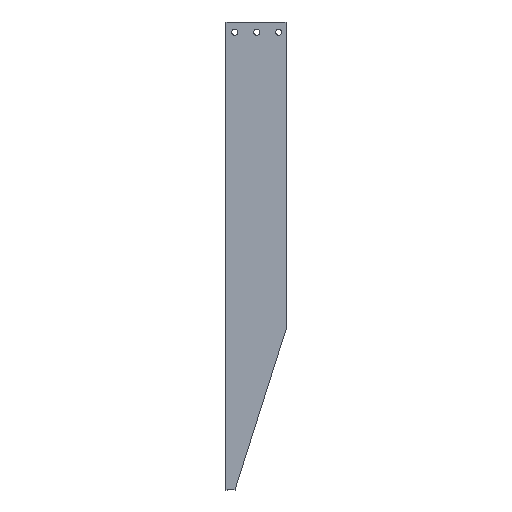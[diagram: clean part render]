
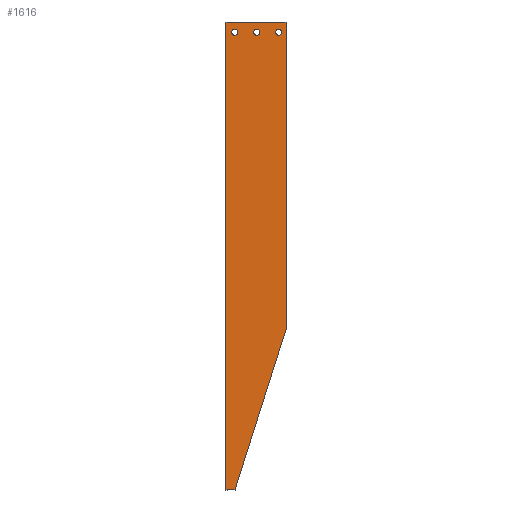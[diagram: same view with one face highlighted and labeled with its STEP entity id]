
A CAD part, left-side view. The second image highlights one B-rep face of the part: STEP entity #1616.
In plain terms, the highlighted planar face has unit normal (-1, 0, 0).
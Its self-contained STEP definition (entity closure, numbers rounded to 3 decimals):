
#77=FACE_BOUND('',#317,.T.);
#78=FACE_BOUND('',#318,.T.);
#79=FACE_BOUND('',#319,.T.);
#137=CIRCLE('',#1767,4.1);
#138=CIRCLE('',#1769,4.1);
#139=CIRCLE('',#1771,4.1);
#209=FACE_OUTER_BOUND('',#316,.T.);
#316=EDGE_LOOP('',(#1402,#1403,#1404,#1405,#1406,#1407,#1408));
#317=EDGE_LOOP('',(#1409));
#318=EDGE_LOOP('',(#1410));
#319=EDGE_LOOP('',(#1411));
#327=LINE('',#2213,#483);
#339=LINE('',#2245,#495);
#389=LINE('',#2403,#545);
#415=LINE('',#2503,#571);
#421=LINE('',#2514,#577);
#423=LINE('',#2518,#579);
#476=LINE('',#2630,#632);
#483=VECTOR('',#1785,10.);
#495=VECTOR('',#1809,10.);
#545=VECTOR('',#1929,10.);
#571=VECTOR('',#2005,10.);
#577=VECTOR('',#2021,10.);
#579=VECTOR('',#2025,10.);
#632=VECTOR('',#2190,10.);
#636=VERTEX_POINT('',#2206);
#639=VERTEX_POINT('',#2211);
#653=VERTEX_POINT('',#2243);
#722=VERTEX_POINT('',#2392);
#726=VERTEX_POINT('',#2401);
#775=VERTEX_POINT('',#2501);
#776=VERTEX_POINT('',#2516);
#777=VERTEX_POINT('',#2618);
#778=VERTEX_POINT('',#2622);
#779=VERTEX_POINT('',#2626);
#783=EDGE_CURVE('',#636,#639,#327,.T.);
#798=EDGE_CURVE('',#653,#639,#339,.T.);
#878=EDGE_CURVE('',#722,#726,#389,.T.);
#928=EDGE_CURVE('',#653,#775,#415,.T.);
#934=EDGE_CURVE('',#775,#722,#421,.T.);
#936=EDGE_CURVE('',#776,#726,#423,.T.);
#987=EDGE_CURVE('',#777,#777,#137,.T.);
#989=EDGE_CURVE('',#778,#778,#138,.T.);
#991=EDGE_CURVE('',#779,#779,#139,.T.);
#992=EDGE_CURVE('',#636,#776,#476,.T.);
#1402=ORIENTED_EDGE('',*,*,#992,.F.);
#1403=ORIENTED_EDGE('',*,*,#783,.T.);
#1404=ORIENTED_EDGE('',*,*,#798,.F.);
#1405=ORIENTED_EDGE('',*,*,#928,.T.);
#1406=ORIENTED_EDGE('',*,*,#934,.T.);
#1407=ORIENTED_EDGE('',*,*,#878,.T.);
#1408=ORIENTED_EDGE('',*,*,#936,.F.);
#1409=ORIENTED_EDGE('',*,*,#987,.T.);
#1410=ORIENTED_EDGE('',*,*,#989,.T.);
#1411=ORIENTED_EDGE('',*,*,#991,.T.);
#1470=PLANE('',#1773);
#1616=ADVANCED_FACE('',(#209,#77,#78,#79),#1470,.T.);
#1767=AXIS2_PLACEMENT_3D('',#2620,#2176,#2177);
#1769=AXIS2_PLACEMENT_3D('',#2624,#2181,#2182);
#1771=AXIS2_PLACEMENT_3D('',#2628,#2186,#2187);
#1773=AXIS2_PLACEMENT_3D('',#2631,#2191,#2192);
#1785=DIRECTION('',(0.,-0.302,0.953));
#1809=DIRECTION('',(0.,0.,-1.));
#1929=DIRECTION('',(0.,0.,-1.));
#2005=DIRECTION('',(0.,1.,0.));
#2021=DIRECTION('',(0.,1.,0.));
#2025=DIRECTION('',(0.,1.,0.));
#2176=DIRECTION('center_axis',(1.,0.,0.));
#2177=DIRECTION('ref_axis',(0.,1.,0.));
#2181=DIRECTION('center_axis',(1.,0.,0.));
#2182=DIRECTION('ref_axis',(0.,1.,0.));
#2186=DIRECTION('center_axis',(1.,0.,0.));
#2187=DIRECTION('ref_axis',(0.,1.,0.));
#2190=DIRECTION('',(0.,1.,0.));
#2191=DIRECTION('center_axis',(-1.,0.,0.));
#2192=DIRECTION('ref_axis',(0.,0.,
1.));
#2206=CARTESIAN_POINT('',(-112.8,-10.384,-640.));
#2211=CARTESIAN_POINT('',(-112.8,-80.062,-420.));
#2213=CARTESIAN_POINT('',(-112.8,-56.354,-494.856));
#2243=CARTESIAN_POINT('',(-112.8,-80.062,0.));
#2245=CARTESIAN_POINT('',(-112.8,-80.062,0.));
#2392=CARTESIAN_POINT('',(-112.8,2.,0.));
#2401=CARTESIAN_POINT('',(-112.8,2.,-640.));
#2403=CARTESIAN_POINT('',(-112.8,2.,-320.));
#2501=CARTESIAN_POINT('',(-112.8,-1.5,0.));
#2503=CARTESIAN_POINT('',(-112.8,7.119,0.));
#2514=CARTESIAN_POINT('',(-112.8,7.119,0.));
#2516=CARTESIAN_POINT('',(-112.8,-1.5,-640.));
#2518=CARTESIAN_POINT('',(-112.8,10.557,-640.));
#2618=CARTESIAN_POINT('',(-112.8,-14.162,-14.));
#2620=CARTESIAN_POINT('Origin',(-112.8,-10.062,-14.));
#2622=CARTESIAN_POINT('',(-112.8,-44.162,-14.));
#2624=CARTESIAN_POINT('Origin',(-112.8,-40.062,-14.));
#2626=CARTESIAN_POINT('',(-112.8,-74.162,-14.));
#2628=CARTESIAN_POINT('Origin',(-112.8,-70.062,-14.));
#2630=CARTESIAN_POINT('',(-112.8,-80.062,-640.));
#2631=CARTESIAN_POINT('Origin',(-112.8,15.738,-320.));
